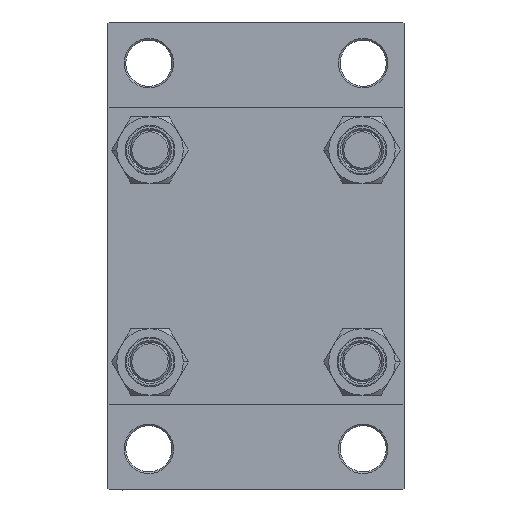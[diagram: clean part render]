
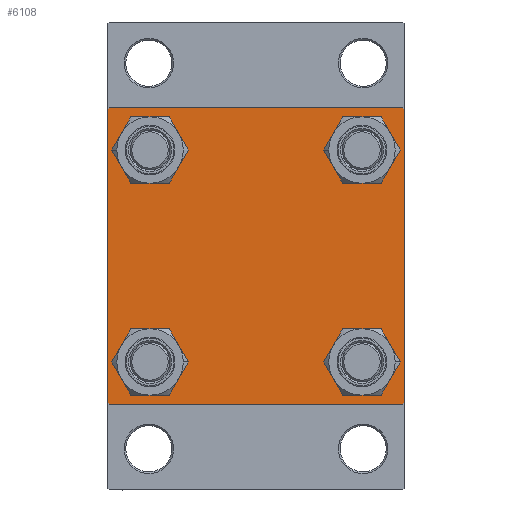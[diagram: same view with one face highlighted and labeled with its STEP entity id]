
A CAD part, left-side view. The second image highlights one B-rep face of the part: STEP entity #6108.
In plain terms, the highlighted planar face has unit normal (-1, 0, 0).
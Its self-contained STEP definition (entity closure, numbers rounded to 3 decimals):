
#503 = EDGE_CURVE ( 'NONE', #4233, #46646, #33183, .T. ) ;
#531 = LINE ( 'NONE', #30376, #44960 ) ;
#1116 = AXIS2_PLACEMENT_3D ( 'NONE', #16761, #17222, #14097 ) ;
#1715 = PLANE ( 'NONE',  #39723 ) ;
#2861 = EDGE_CURVE ( 'NONE', #9832, #34312, #37281, .T. ) ;
#2918 = DIRECTION ( 'NONE',  ( 0., 0.707, -0.707 ) ) ;
#3276 = EDGE_CURVE ( 'NONE', #16446, #31741, #27063, .T. ) ;
#4233 = VERTEX_POINT ( 'NONE', #38412 ) ;
#4601 = ORIENTED_EDGE ( 'NONE', *, *, #4812, .T. ) ;
#4800 = CARTESIAN_POINT ( 'NONE',  ( 0., 32.15, -38.65 ) ) ;
#4812 = EDGE_CURVE ( 'NONE', #39496, #31741, #5694, .T. ) ;
#4860 = DIRECTION ( 'NONE',  ( -1., 0., 0. ) ) ;
#5131 = CARTESIAN_POINT ( 'NONE',  ( 0., -32.15, -32.15 ) ) ;
#5599 = DIRECTION ( 'NONE',  ( 0., -0.707, 0.707 ) ) ;
#5670 = CARTESIAN_POINT ( 'NONE',  ( 0., 32.15, 38.65 ) ) ;
#5694 = LINE ( 'NONE', #42571, #15018 ) ;
#6108 = ADVANCED_FACE ( 'NONE', ( #34978, #19545, #23862, #23157, #38345 ), #1715, .T. ) ;
#6317 = EDGE_CURVE ( 'NONE', #39496, #23807, #21431, .T. ) ;
#6353 = ORIENTED_EDGE ( 'NONE', *, *, #503, .T. ) ;
#6378 = EDGE_CURVE ( 'NONE', #42369, #15990, #8831, .T. ) ;
#6498 = DIRECTION ( 'NONE',  ( 0., 0., 1. ) ) ;
#6923 = EDGE_LOOP ( 'NONE', ( #6353, #24254 ) ) ;
#7461 = ORIENTED_EDGE ( 'NONE', *, *, #6317, .F. ) ;
#7472 = DIRECTION ( 'NONE',  ( 1., 0., 0. ) ) ;
#7892 = ORIENTED_EDGE ( 'NONE', *, *, #33100, .T. ) ;
#7974 = CARTESIAN_POINT ( 'NONE',  ( 0., 32.15, -32.15 ) ) ;
#8264 = DIRECTION ( 'NONE',  ( 0., -0.707, -0.707 ) ) ;
#8403 = EDGE_CURVE ( 'NONE', #16446, #9832, #27734, .T. ) ;
#8619 = VECTOR ( 'NONE', #5599, 1000. ) ;
#8831 = CIRCLE ( 'NONE', #32774, 6.5 ) ;
#8932 = VECTOR ( 'NONE', #11571, 1000. ) ;
#9595 = ORIENTED_EDGE ( 'NONE', *, *, #28796, .T. ) ;
#9832 = VERTEX_POINT ( 'NONE', #43538 ) ;
#10558 = DIRECTION ( 'NONE',  ( 0., 0., 1. ) ) ;
#11154 = CARTESIAN_POINT ( 'NONE',  ( 0., 44.75, -44.75 ) ) ;
#11571 = DIRECTION ( 'NONE',  ( 0., 0., -1. ) ) ;
#11660 = DIRECTION ( 'NONE',  ( 1., 0., 0. ) ) ;
#12614 = CARTESIAN_POINT ( 'NONE',  ( 0., 45., 45. ) ) ;
#12919 = CIRCLE ( 'NONE', #21359, 6.5 ) ;
#13066 = LINE ( 'NONE', #42228, #8619 ) ;
#13496 = VECTOR ( 'NONE', #2918, 1000. ) ;
#13671 = EDGE_CURVE ( 'NONE', #37427, #32360, #12919, .T. ) ;
#13713 = VERTEX_POINT ( 'NONE', #4800 ) ;
#13951 = CARTESIAN_POINT ( 'NONE',  ( 0., -44.5, 45. ) ) ;
#14097 = DIRECTION ( 'NONE',  ( 0., 0., 1. ) ) ;
#14214 = DIRECTION ( 'NONE',  ( 1., 0., 0. ) ) ;
#14436 = EDGE_LOOP ( 'NONE', ( #30090, #9595, #7892, #40753, #7461, #4601, #36614, #28318 ) ) ;
#14537 = EDGE_CURVE ( 'NONE', #46646, #4233, #36807, .T. ) ;
#15018 = VECTOR ( 'NONE', #24232, 1000. ) ;
#15322 = CARTESIAN_POINT ( 'NONE',  ( 0., -32.15, -25.65 ) ) ;
#15336 = CARTESIAN_POINT ( 'NONE',  ( 0., 32.15, 32.15 ) ) ;
#15813 = DIRECTION ( 'NONE',  ( 0., 0., 1. ) ) ;
#15990 = VERTEX_POINT ( 'NONE', #5670 ) ;
#16177 = CARTESIAN_POINT ( 'NONE',  ( 0., 44.5, -45. ) ) ;
#16335 = VECTOR ( 'NONE', #8264, 1000. ) ;
#16446 = VERTEX_POINT ( 'NONE', #23380 ) ;
#16499 = CIRCLE ( 'NONE', #1116, 6.5 ) ;
#16761 = CARTESIAN_POINT ( 'NONE',  ( 0., 32.15, -32.15 ) ) ;
#17222 = DIRECTION ( 'NONE',  ( 1., 0., 0. ) ) ;
#18534 = CARTESIAN_POINT ( 'NONE',  ( 0., 32.15, 32.15 ) ) ;
#18762 = DIRECTION ( 'NONE',  ( 0., 0., 1. ) ) ;
#19104 = AXIS2_PLACEMENT_3D ( 'NONE', #39518, #14214, #6498 ) ;
#19545 = FACE_BOUND ( 'NONE', #36470, .T. ) ;
#19682 = CARTESIAN_POINT ( 'NONE',  ( 0., -32.15, -38.65 ) ) ;
#20964 = ORIENTED_EDGE ( 'NONE', *, *, #22515, .T. ) ;
#21214 = CARTESIAN_POINT ( 'NONE',  ( 0., 44.75, 44.75 ) ) ;
#21359 = AXIS2_PLACEMENT_3D ( 'NONE', #25998, #37111, #18762 ) ;
#21431 = LINE ( 'NONE', #36162, #8932 ) ;
#21472 = AXIS2_PLACEMENT_3D ( 'NONE', #5131, #11660, #41530 ) ;
#22515 = EDGE_CURVE ( 'NONE', #32360, #37427, #40792, .T. ) ;
#22529 = VERTEX_POINT ( 'NONE', #45624 ) ;
#22802 = ORIENTED_EDGE ( 'NONE', *, *, #30168, .T. ) ;
#23157 = FACE_BOUND ( 'NONE', #36180, .T. ) ;
#23380 = CARTESIAN_POINT ( 'NONE',  ( 0., 44.5, 45. ) ) ;
#23437 = CARTESIAN_POINT ( 'NONE',  ( 0., -44.5, -45. ) ) ;
#23807 = VERTEX_POINT ( 'NONE', #37631 ) ;
#23862 = FACE_BOUND ( 'NONE', #39302, .T. ) ;
#24232 = DIRECTION ( 'NONE',  ( 0., 0.707, 0.707 ) ) ;
#24254 = ORIENTED_EDGE ( 'NONE', *, *, #14537, .T. ) ;
#24981 = CARTESIAN_POINT ( 'NONE',  ( 0., -32.15, 32.15 ) ) ;
#25998 = CARTESIAN_POINT ( 'NONE',  ( 0., -32.15, -32.15 ) ) ;
#26467 = CIRCLE ( 'NONE', #28001, 6.5 ) ;
#26500 = VECTOR ( 'NONE', #33905, 1000. ) ;
#26683 = AXIS2_PLACEMENT_3D ( 'NONE', #15336, #41604, #15813 ) ;
#27063 = LINE ( 'NONE', #12614, #37334 ) ;
#27212 = ORIENTED_EDGE ( 'NONE', *, *, #6378, .T. ) ;
#27305 = EDGE_CURVE ( 'NONE', #45676, #23807, #13066, .T. ) ;
#27734 = LINE ( 'NONE', #21214, #13496 ) ;
#28001 = AXIS2_PLACEMENT_3D ( 'NONE', #7974, #37377, #41229 ) ;
#28318 = ORIENTED_EDGE ( 'NONE', *, *, #8403, .T. ) ;
#28796 = EDGE_CURVE ( 'NONE', #34312, #34355, #29697, .T. ) ;
#29697 = LINE ( 'NONE', #11154, #16335 ) ;
#30090 = ORIENTED_EDGE ( 'NONE', *, *, #2861, .T. ) ;
#30168 = EDGE_CURVE ( 'NONE', #13713, #22529, #26467, .T. ) ;
#30270 = CARTESIAN_POINT ( 'NONE',  ( 0., 45., 45. ) ) ;
#30376 = CARTESIAN_POINT ( 'NONE',  ( 0., 45., -45. ) ) ;
#31099 = CARTESIAN_POINT ( 'NONE',  ( 0., -32.15, 25.65 ) ) ;
#31537 = ORIENTED_EDGE ( 'NONE', *, *, #43222, .T. ) ;
#31741 = VERTEX_POINT ( 'NONE', #13951 ) ;
#32360 = VERTEX_POINT ( 'NONE', #15322 ) ;
#32774 = AXIS2_PLACEMENT_3D ( 'NONE', #18534, #7472, #40734 ) ;
#32961 = DIRECTION ( 'NONE',  ( 1., 0., 0. ) ) ;
#33100 = EDGE_CURVE ( 'NONE', #34355, #45676, #531, .T. ) ;
#33183 = CIRCLE ( 'NONE', #43960, 6.5 ) ;
#33297 = ORIENTED_EDGE ( 'NONE', *, *, #13671, .T. ) ;
#33681 = CARTESIAN_POINT ( 'NONE',  ( 0., -45., 44.5 ) ) ;
#33818 = EDGE_CURVE ( 'NONE', #22529, #13713, #16499, .T. ) ;
#33905 = DIRECTION ( 'NONE',  ( 0., 0., -1. ) ) ;
#34312 = VERTEX_POINT ( 'NONE', #36939 ) ;
#34355 = VERTEX_POINT ( 'NONE', #16177 ) ;
#34978 = FACE_BOUND ( 'NONE', #6923, .T. ) ;
#35143 = CARTESIAN_POINT ( 'NONE',  ( 0., 32.15, 25.65 ) ) ;
#36162 = CARTESIAN_POINT ( 'NONE',  ( 0., -45., 45. ) ) ;
#36180 = EDGE_LOOP ( 'NONE', ( #31537, #27212 ) ) ;
#36470 = EDGE_LOOP ( 'NONE', ( #20964, #33297 ) ) ;
#36614 = ORIENTED_EDGE ( 'NONE', *, *, #3276, .F. ) ;
#36807 = CIRCLE ( 'NONE', #19104, 6.5 ) ;
#36939 = CARTESIAN_POINT ( 'NONE',  ( 0., 45., -44.5 ) ) ;
#37111 = DIRECTION ( 'NONE',  ( 1., 0., 0. ) ) ;
#37281 = LINE ( 'NONE', #30270, #26500 ) ;
#37334 = VECTOR ( 'NONE', #41787, 1000. ) ;
#37377 = DIRECTION ( 'NONE',  ( 1., 0., 0. ) ) ;
#37427 = VERTEX_POINT ( 'NONE', #19682 ) ;
#37631 = CARTESIAN_POINT ( 'NONE',  ( 0., -45., -44.5 ) ) ;
#37878 = CARTESIAN_POINT ( 'NONE',  ( 0., 0., 0. ) ) ;
#38345 = FACE_OUTER_BOUND ( 'NONE', #14436, .T. ) ;
#38412 = CARTESIAN_POINT ( 'NONE',  ( 0., -32.15, 38.65 ) ) ;
#39302 = EDGE_LOOP ( 'NONE', ( #39790, #22802 ) ) ;
#39496 = VERTEX_POINT ( 'NONE', #33681 ) ;
#39518 = CARTESIAN_POINT ( 'NONE',  ( 0., -32.15, 32.15 ) ) ;
#39723 = AXIS2_PLACEMENT_3D ( 'NONE', #37878, #4860, #41955 ) ;
#39790 = ORIENTED_EDGE ( 'NONE', *, *, #33818, .T. ) ;
#40734 = DIRECTION ( 'NONE',  ( 0., 0., 1. ) ) ;
#40753 = ORIENTED_EDGE ( 'NONE', *, *, #27305, .T. ) ;
#40792 = CIRCLE ( 'NONE', #21472, 6.5 ) ;
#41229 = DIRECTION ( 'NONE',  ( 0., 0., 1. ) ) ;
#41249 = DIRECTION ( 'NONE',  ( 0., -1., 0. ) ) ;
#41530 = DIRECTION ( 'NONE',  ( 0., 0., 1. ) ) ;
#41604 = DIRECTION ( 'NONE',  ( 1., 0., 0. ) ) ;
#41787 = DIRECTION ( 'NONE',  ( 0., -1., 0. ) ) ;
#41955 = DIRECTION ( 'NONE',  ( 0., 0., 1. ) ) ;
#42228 = CARTESIAN_POINT ( 'NONE',  ( 0., -44.75, -44.75 ) ) ;
#42369 = VERTEX_POINT ( 'NONE', #35143 ) ;
#42571 = CARTESIAN_POINT ( 'NONE',  ( 0., -44.75, 44.75 ) ) ;
#42868 = CIRCLE ( 'NONE', #26683, 6.5 ) ;
#43222 = EDGE_CURVE ( 'NONE', #15990, #42369, #42868, .T. ) ;
#43538 = CARTESIAN_POINT ( 'NONE',  ( 0., 45., 44.5 ) ) ;
#43960 = AXIS2_PLACEMENT_3D ( 'NONE', #24981, #32961, #10558 ) ;
#44960 = VECTOR ( 'NONE', #41249, 1000. ) ;
#45624 = CARTESIAN_POINT ( 'NONE',  ( 0., 32.15, -25.65 ) ) ;
#45676 = VERTEX_POINT ( 'NONE', #23437 ) ;
#46646 = VERTEX_POINT ( 'NONE', #31099 ) ;
